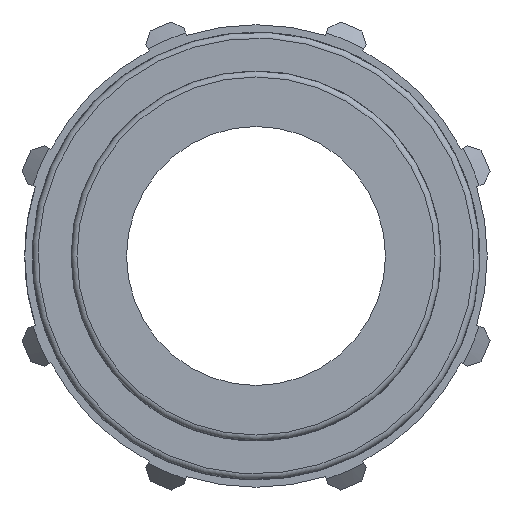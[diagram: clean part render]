
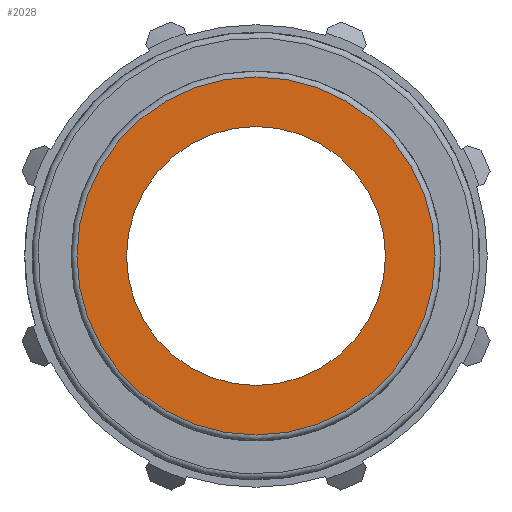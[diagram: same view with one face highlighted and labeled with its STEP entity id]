
A CAD part, left-side view. The second image highlights one B-rep face of the part: STEP entity #2028.
In plain terms, the highlighted planar face has unit normal (-1, 0, 0).
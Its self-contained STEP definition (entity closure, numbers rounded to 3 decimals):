
#427=FACE_BOUND('',#595,.T.);
#460=FACE_OUTER_BOUND('',#594,.T.);
#594=EDGE_LOOP('',(#1366));
#595=EDGE_LOOP('',(#1367));
#743=CIRCLE('',#2164,54.715);
#745=CIRCLE('',#2167,39.561);
#845=VERTEX_POINT('',#3001);
#847=VERTEX_POINT('',#3006);
#1055=EDGE_CURVE('',#845,#845,#743,.T.);
#1057=EDGE_CURVE('',#847,#847,#745,.T.);
#1366=ORIENTED_EDGE('',*,*,#1055,.F.);
#1367=ORIENTED_EDGE('',*,*,#1057,.T.);
#1956=PLANE('',#2166);
#2028=ADVANCED_FACE('',(#460,#427),#1956,.T.);
#2164=AXIS2_PLACEMENT_3D('',#3002,#2411,#2412);
#2166=AXIS2_PLACEMENT_3D('',#3005,#2415,#2416);
#2167=AXIS2_PLACEMENT_3D('',#3007,#2417,#2418);
#2411=DIRECTION('center_axis',(1.,0.,0.));
#2412=DIRECTION('ref_axis',(0.,-1.,0.));
#2415=DIRECTION('center_axis',(-1.,0.,0.));
#2416=DIRECTION('ref_axis',(0.,0.,1.));
#2417=DIRECTION('center_axis',(1.,0.,0.));
#2418=DIRECTION('ref_axis',(0.,0.,-1.));
#3001=CARTESIAN_POINT('',(0.,54.715,0.));
#3002=CARTESIAN_POINT('Origin',(0.,0.,0.));
#3005=CARTESIAN_POINT('Origin',(0.,56.515,0.));
#3006=CARTESIAN_POINT('',(0.,39.561,0.));
#3007=CARTESIAN_POINT('Origin',(0.,0.,0.));
